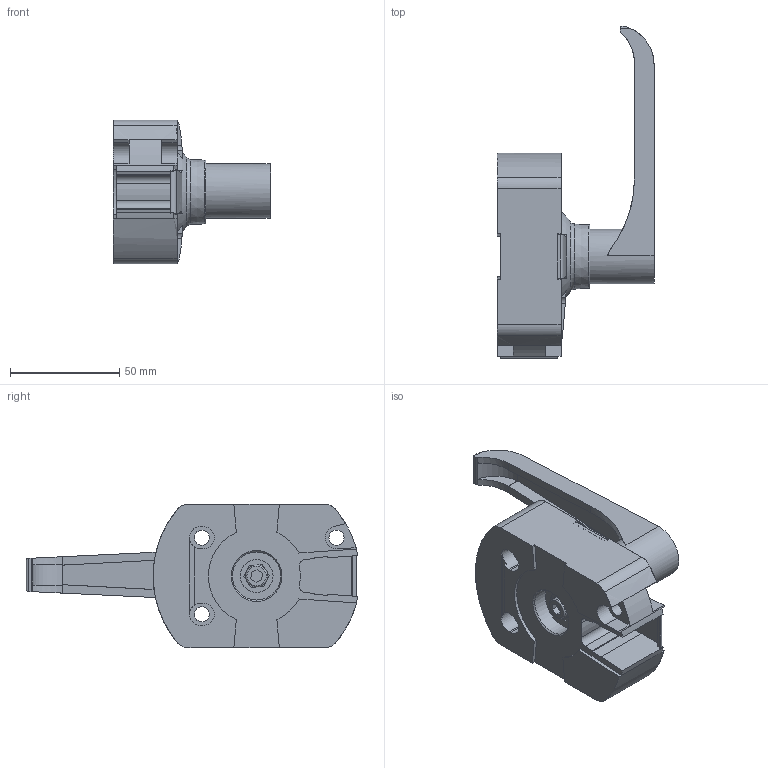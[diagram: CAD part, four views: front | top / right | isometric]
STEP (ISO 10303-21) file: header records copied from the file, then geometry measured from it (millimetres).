
FILE_DESCRIPTION(/* description */ (''),/* implementation_level */ '2;1');
FILE_NAME(/* name */ '50-310-1.step',/* time_stamp */ '2020-11-12T10:48:28-05:00',/* author */ (''),/* organization */ (''),/* preprocessor_version */ 'ST-DEVELOPER v18.1',/* originating_system */ 'Autodesk Translation Framework v9.3.0.1241',/* authorisation */ '');
FILE_SCHEMA (('AUTOMOTIVE_DESIGN { 1 0 10303 214 3 1 1 }'));
Length unit declared in the file: millimetre
Products named in the file (4): 50-310-1; _0957504_part1; _0957504_part2; _0957504_part3
Assembly tree (3 placements, depth 2):
  50-310-1
    _0957504_part1
    _0957504_part2
    _0957504_part3
Bounding box: 71.9 x 151.58 x 65.46 mm (x, y, z)
Volume: 168824.8 mm3; surface area: 40716.7 mm2
Topology: 3 solids, 4 shells, 271 faces, 718 edges, 470 vertices
Faces by surface type: plane 162, cylinder 73, bspline 19, torus 9, cone 7, sphere 1
Full cylindrical faces by diameter (mm): 6 x1, 6.9 x3, 10 x1, 12.5 x1, 15 x2, 15.1 x1, 22 x2, 25 x1
Entity records: 9151 total; most frequent: CARTESIAN_POINT 2332, ORIENTED_EDGE 1426, DIRECTION 1351, EDGE_CURVE 713, VERTEX_POINT 468, AXIS2_PLACEMENT_3D 460, LINE 431, VECTOR 431
